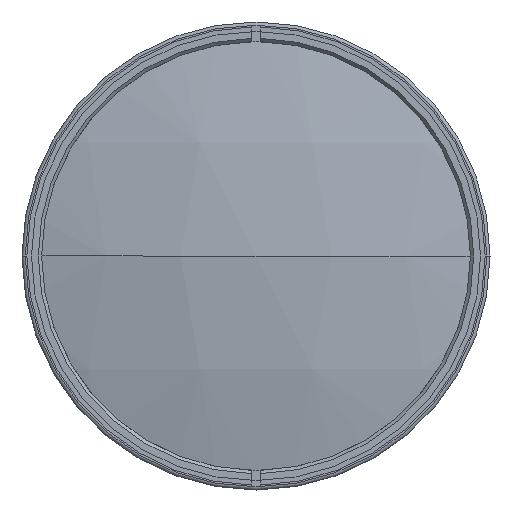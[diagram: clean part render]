
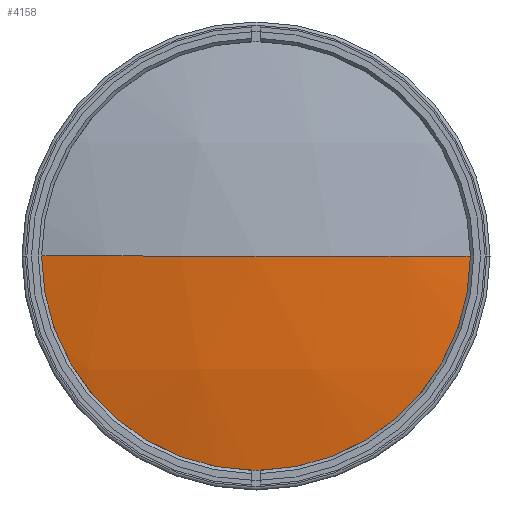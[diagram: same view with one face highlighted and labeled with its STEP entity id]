
A CAD part, left-side view. The second image highlights one B-rep face of the part: STEP entity #4158.
In plain terms, the highlighted spherical face has radius 300.64 mm.
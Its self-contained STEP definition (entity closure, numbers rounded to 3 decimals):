
#83 = CARTESIAN_POINT ( 'NONE',  ( -270.092, -68.5, 0. ) ) ;
#245 = ORIENTED_EDGE ( 'NONE', *, *, #1838, .T. ) ;
#303 = VERTEX_POINT ( 'NONE', #4384 ) ;
#316 = DIRECTION ( 'NONE',  ( 0., 0., -1. ) ) ;
#569 = CARTESIAN_POINT ( 'NONE',  ( 22.64, 0., 0. ) ) ;
#862 = CIRCLE ( 'NONE', #2262, 300.64 ) ;
#1085 = DIRECTION ( 'NONE',  ( 0., 0., -1. ) ) ;
#1473 = DIRECTION ( 'NONE',  ( -1., 0., 0. ) ) ;
#1652 = CARTESIAN_POINT ( 'NONE',  ( 22.64, 0., 0. ) ) ;
#1685 = DIRECTION ( 'NONE',  ( 0., -1., 0. ) ) ;
#1773 = CARTESIAN_POINT ( 'NONE',  ( -270.092, 68.5, 0. ) ) ;
#1838 = EDGE_CURVE ( 'NONE', #5190, #4908, #5474, .T. ) ;
#1847 = DIRECTION ( 'NONE',  ( 0., 1., 0. ) ) ;
#2262 = AXIS2_PLACEMENT_3D ( 'NONE', #3902, #316, #5625 ) ;
#2423 = EDGE_LOOP ( 'NONE', ( #245, #4308, #5742 ) ) ;
#2991 = AXIS2_PLACEMENT_3D ( 'NONE', #3233, #1473, #3660 ) ;
#3233 = CARTESIAN_POINT ( 'NONE',  ( -270.092, 0., 0. ) ) ;
#3305 = FACE_OUTER_BOUND ( 'NONE', #2423, .T. ) ;
#3557 = CIRCLE ( 'NONE', #4283, 300.64 ) ;
#3660 = DIRECTION ( 'NONE',  ( 0., 0., 1. ) ) ;
#3902 = CARTESIAN_POINT ( 'NONE',  ( 22.64, 0., 0. ) ) ;
#4158 = ADVANCED_FACE ( 'NONE', ( #3305 ), #4535, .T. ) ;
#4283 = AXIS2_PLACEMENT_3D ( 'NONE', #1652, #5654, #1685 ) ;
#4308 = ORIENTED_EDGE ( 'NONE', *, *, #5084, .T. ) ;
#4384 = CARTESIAN_POINT ( 'NONE',  ( -278., 0., 0. ) ) ;
#4535 = SPHERICAL_SURFACE ( 'NONE', #4561, 300.64 ) ;
#4561 = AXIS2_PLACEMENT_3D ( 'NONE', #569, #1085, #1847 ) ;
#4908 = VERTEX_POINT ( 'NONE', #83 ) ;
#5084 = EDGE_CURVE ( 'NONE', #4908, #303, #862, .T. ) ;
#5168 = EDGE_CURVE ( 'NONE', #5190, #303, #3557, .T. ) ;
#5190 = VERTEX_POINT ( 'NONE', #1773 ) ;
#5474 = CIRCLE ( 'NONE', #2991, 68.5 ) ;
#5625 = DIRECTION ( 'NONE',  ( 0., 1., 0. ) ) ;
#5654 = DIRECTION ( 'NONE',  ( 0., 0., 1. ) ) ;
#5742 = ORIENTED_EDGE ( 'NONE', *, *, #5168, .F. ) ;
